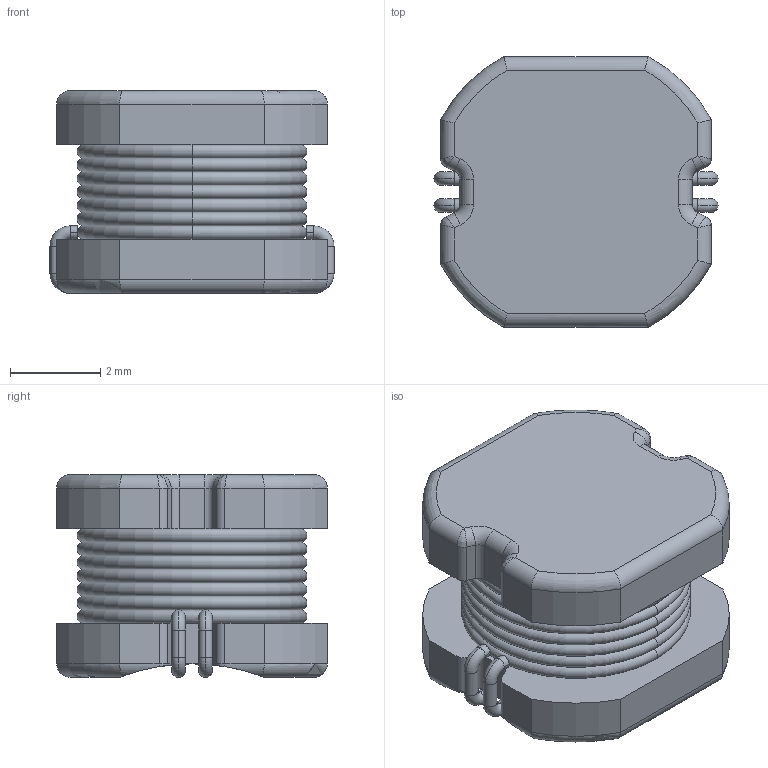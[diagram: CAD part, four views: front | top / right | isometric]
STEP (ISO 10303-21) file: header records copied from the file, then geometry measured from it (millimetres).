
FILE_DESCRIPTION(('FreeCAD Model'),'2;1');
FILE_NAME('User Library-SRN6045 Series.step' ,'2017-03-03T18:56:11',('Author'),(''), 'Open CASCADE STEP processor 6.8','FreeCAD','Unknown');
FILE_SCHEMA(('AUTOMOTIVE_DESIGN_CC2 { 1 2 10303 214 -1 1 5 4 }'));
Length unit declared in the file: millimetre
Products named in the file (2): ASSEMBLY; User_Library-SRN6045_Series
Assembly tree (1 placements, depth 2):
  ASSEMBLY
    User_Library-SRN6045_Series
Bounding box: 6.3 x 6 x 4.5 mm (x, y, z)
Volume: 115 mm3; surface area: 198.7 mm2
Topology: 1 solids, 1 shells, 170 faces, 416 edges, 242 vertices
Faces by surface type: cylinder 75, torus 50, plane 37, bspline 8
Entity records: 25554 total; most frequent: CARTESIAN_POINT 17242, DIRECTION 1014, ORIENTED_EDGE 824, PCURVE 824, DEFINITIONAL_REPRESENTATION 824, B_SPLINE_CURVE_WITH_KNOTS 690, EDGE_CURVE 412, SURFACE_CURVE 412
